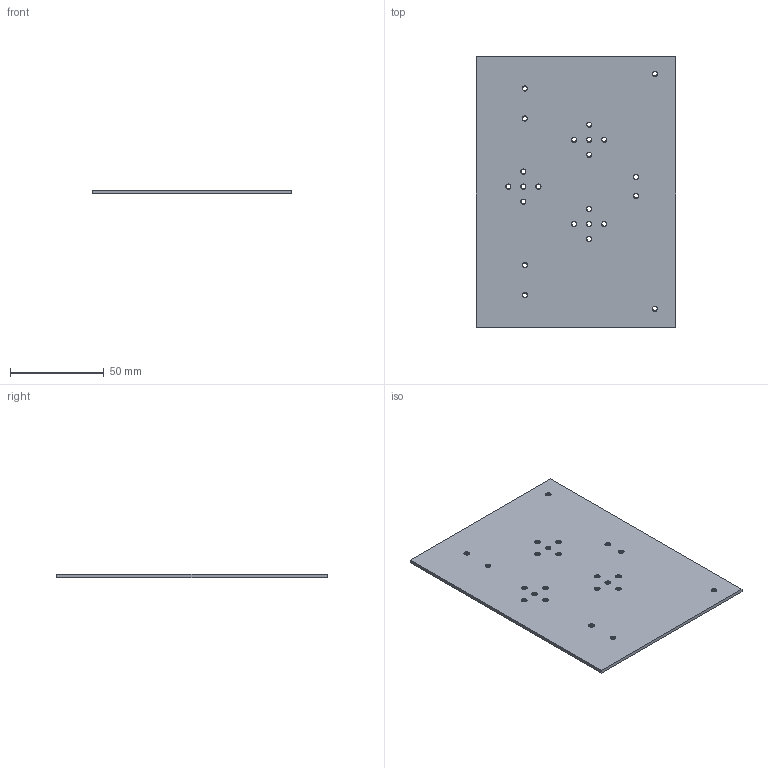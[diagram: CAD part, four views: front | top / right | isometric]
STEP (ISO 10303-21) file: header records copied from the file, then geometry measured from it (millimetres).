
FILE_DESCRIPTION(/* description */ (''),/* implementation_level */ '2;1');
FILE_NAME(/* name */ '',/* time_stamp */ '2024-07-17T18:22:30+08:00',/* author */ (''),/* organization */ (''),/* preprocessor_version */ 'ST-DEVELOPER v20',/* originating_system */ 'Autodesk Translation Framework v13.14.0.145',/* authorisation */ '');
FILE_SCHEMA (('AUTOMOTIVE_DESIGN { 1 0 10303 214 3 1 1 }'));
Length unit declared in the file: millimetre
Products named in the file (1): 板子
Bounding box: 106 x 144 x 1.75 mm (x, y, z)
Volume: 26470.5 mm3; surface area: 31703.3 mm2
Topology: 1 solids, 1 shells, 259 faces, 771 edges, 514 vertices
Faces by surface type: cylinder 207, bspline 46, plane 6
Full cylindrical faces by diameter (mm): 2.529 x46, 3.086 x41
Entity records: 25420 total; most frequent: CARTESIAN_POINT 19393, ORIENTED_EDGE 1542, DIRECTION 785, EDGE_CURVE 771, VERTEX_POINT 514, B_SPLINE_CURVE_WITH_KNOTS 506, AXIS2_PLACEMENT_3D 306, EDGE_LOOP 305
